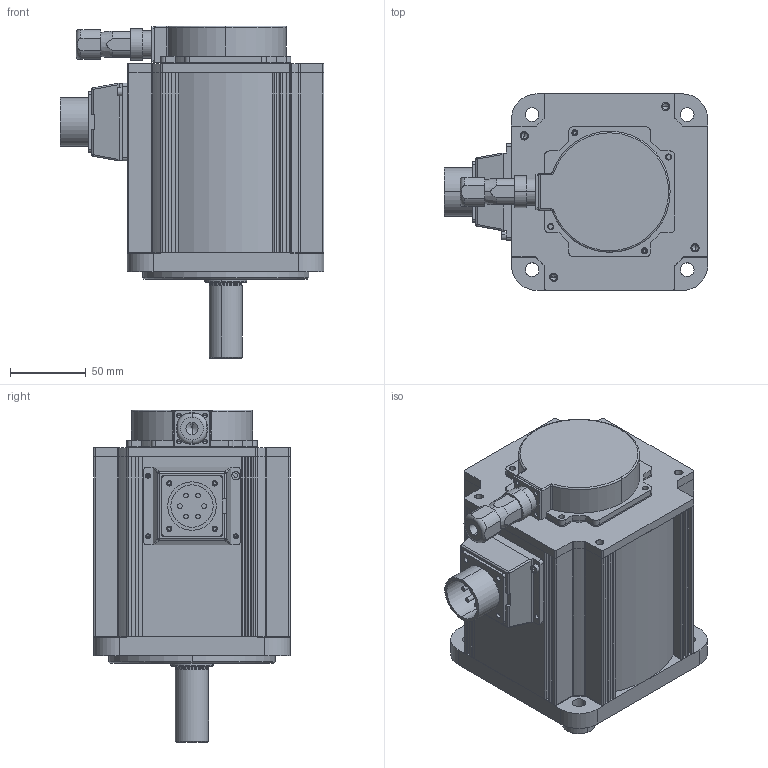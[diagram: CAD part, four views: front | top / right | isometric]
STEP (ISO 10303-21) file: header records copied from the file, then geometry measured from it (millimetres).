
FILE_DESCRIPTION (( 'STEP AP203' ), '1' );
FILE_NAME ('MS5G-130STE-CS07720BZ-21P5.STEP', '2018-09-03T10:24:13', ( '微软用户' ), ( '微软中国' ), 'SwSTEP 2.0', 'SolidWorks 2015', '' );
FILE_SCHEMA (( 'CONFIG_CONTROL_DESIGN' ));
Length unit declared in the file: millimetre
Products named in the file (24): 130晤鎢ん裔-棠晤; 雄薯盄瑤脣釱; 雄薯盄瑤脣; MS5G-130STE-CS07720BZ-21P5; PCBﾍﾐ; 130-1.5转子二（5对级）; 130-1.5转子三（5对级）; 动力线航插密封垫; 迖粣; PCB板; 130-1.5kw-骨架（中惯量）; 晤鎢ん 脣芛; 晤鎢ん棠詩; GB／T70．1-2000内六角圆柱头螺钉M3×10; 130-1.5kw-隅赽; 1.5-蛌粣-惕 掅; MS5-130儂旯 - 惕掅; 130-1.5转子一（5对级）; MS5-130ヶ傷裔; GB／T276-94深沟球轴承6204; MS5-130綴傷裔; GB／T276-94深沟球轴承6206-2Z; 粣創裔; Z038-S130B(24V)12C28
Assembly tree (57 placements, depth 2):
  MS5G-130STE-CS07720BZ-21P5
    MS5-130儂旯 - 惕掅
    MS5-130ヶ傷裔
    MS5-130綴傷裔
    粣創裔
    130晤鎢ん裔-棠晤
    雄薯盄瑤脣釱
    雄薯盄瑤脣
    动力线航插密封垫
    晤鎢ん 脣芛
    GB／T70．1-2000内六角圆柱头螺钉M3×10
    1.5-蛌粣-惕 掅
    GB／T276-94深沟球轴承6204
    GB／T276-94深沟球轴承6206-2Z
    Z038-S130B(24V)12C28
    PCB板
    PCBﾍﾐ
    迖粣
    晤鎢ん棠詩
    130-1.5kw-隅赽  x12
    130-1.5kw-骨架（中惯量）  x24
    130-1.5转子一（5对级）
    130-1.5转子二（5对级）
    130-1.5转子三（5对级）
Bounding box: 174.5 x 130 x 219.5 mm (x, y, z)
Volume: 1456512.4 mm3; surface area: 643578.5 mm2
Topology: 57 solids, 57 shells, 3212 faces, 8998 edges, 5920 vertices
Faces by surface type: plane 1791, cylinder 1084, sphere 140, cone 106, torus 91
Entity records: 68617 total; most frequent: CARTESIAN_POINT 16778, DIRECTION 10505, ORIENTED_EDGE 9990, EDGE_CURVE 4995, AXIS2_PLACEMENT_3D 4133, VERTEX_POINT 3282, EDGE_LOOP 2261, CIRCLE 2248
